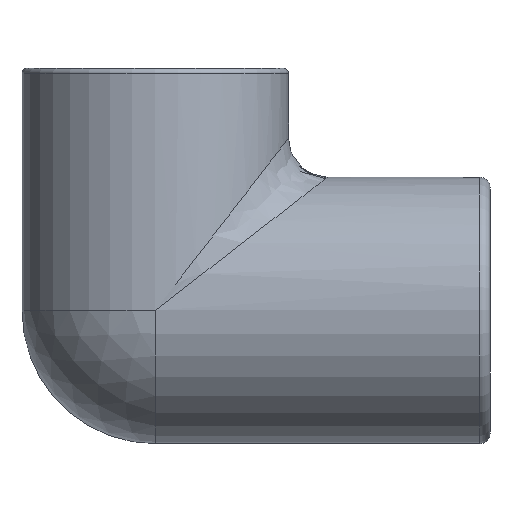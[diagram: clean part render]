
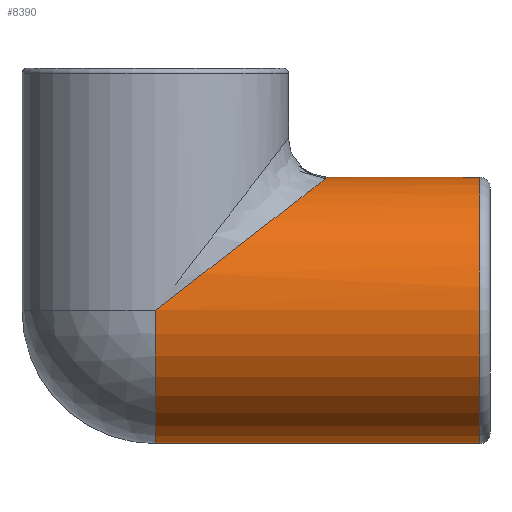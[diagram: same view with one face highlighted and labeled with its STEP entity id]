
A CAD part, left-side view. The second image highlights one B-rep face of the part: STEP entity #8390.
In plain terms, the highlighted cylindrical face has radius 20.828 mm (diameter 41.656 mm), a full revolution.
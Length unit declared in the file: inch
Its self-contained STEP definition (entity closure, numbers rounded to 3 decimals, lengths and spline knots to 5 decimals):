
#18=ELLIPSE('',#9003,1.34015,0.82);
#19=ELLIPSE('',#9005,1.34015,0.82);
#635=LINE('',#12919,#1526);
#1526=VECTOR('',#10012,0.82);
#2186=CYLINDRICAL_SURFACE('',#9001,0.82);
#2281=FACE_OUTER_BOUND('',#2788,.T.);
#2788=EDGE_LOOP('',(#6247,#6248,#6249,#6250,#6251,#6252,#6253,#6254));
#3517=CIRCLE('',#8998,0.82);
#3518=CIRCLE('',#8999,0.82);
#3520=CIRCLE('',#9002,0.82);
#3521=CIRCLE('',#9004,0.82);
#3996=VERTEX_POINT('',#12894);
#4003=VERTEX_POINT('',#12911);
#4004=VERTEX_POINT('',#12913);
#4005=VERTEX_POINT('',#12918);
#4006=VERTEX_POINT('',#12920);
#4007=VERTEX_POINT('',#12922);
#4881=EDGE_CURVE('',#4003,#4004,#3517,.T.);
#4882=EDGE_CURVE('',#4004,#4003,#3518,.T.);
#4884=EDGE_CURVE('',#4004,#4005,#635,.T.);
#4885=EDGE_CURVE('',#4006,#4005,#3520,.T.);
#4886=EDGE_CURVE('',#4007,#4006,#18,.T.);
#4887=EDGE_CURVE('',#4007,#3996,#3521,.T.);
#4888=EDGE_CURVE('',#4005,#3996,#19,.T.);
#6247=ORIENTED_EDGE('',*,*,#4882,.F.);
#6248=ORIENTED_EDGE('',*,*,#4884,.T.);
#6249=ORIENTED_EDGE('',*,*,#4885,.F.);
#6250=ORIENTED_EDGE('',*,*,#4886,.F.);
#6251=ORIENTED_EDGE('',*,*,#4887,.T.);
#6252=ORIENTED_EDGE('',*,*,#4888,.F.);
#6253=ORIENTED_EDGE('',*,*,#4884,.F.);
#6254=ORIENTED_EDGE('',*,*,#4881,.F.);
#8390=ADVANCED_FACE('',(#2281),#2186,.T.);
#8998=AXIS2_PLACEMENT_3D('',#12914,#10004,#10005);
#8999=AXIS2_PLACEMENT_3D('',#12915,#10006,#10007);
#9001=AXIS2_PLACEMENT_3D('',#12917,#10010,#10011);
#9002=AXIS2_PLACEMENT_3D('',#12921,#10013,#10014);
#9003=AXIS2_PLACEMENT_3D('',#12923,#10015,#10016);
#9004=AXIS2_PLACEMENT_3D('',#12924,#10017,#10018);
#9005=AXIS2_PLACEMENT_3D('',#12925,#10019,#10020);
#10004=DIRECTION('center_axis',(0.,-1.,0.));
#10005=DIRECTION('ref_axis',(-1.,0.,0.));
#10006=DIRECTION('center_axis',(0.,-1.,0.));
#10007=DIRECTION('ref_axis',(-1.,0.,0.));
#10010=DIRECTION('center_axis',(0.,-1.,0.));
#10011=DIRECTION('ref_axis',(-1.,0.,0.));
#10012=DIRECTION('',(0.,1.,0.));
#10013=DIRECTION('center_axis',(0.,1.,0.));
#10014=DIRECTION('ref_axis',(0.707,0.,0.707));
#10015=DIRECTION('center_axis',(0.,0.612,
0.791));
#10016=DIRECTION('ref_axis',(0.,-0.791,0.612));
#10017=DIRECTION('center_axis',(0.,-1.,0.));
#10018=DIRECTION('ref_axis',(-1.,0.,0.));
#10019=DIRECTION('center_axis',(0.791,0.612,0.));
#10020=DIRECTION('ref_axis',(0.612,-0.791,0.));
#12894=CARTESIAN_POINT('',(0.,0.,0.));
#12911=CARTESIAN_POINT('',(0.,-1.9975,1.64));
#12913=CARTESIAN_POINT('',(0.82,-1.9975,0.82));
#12914=CARTESIAN_POINT('Origin',(0.,-1.9975,0.82));
#12915=CARTESIAN_POINT('Origin',(0.,-1.9975,0.82));
#12917=CARTESIAN_POINT('Origin',(0.,0.,0.82));
#12918=CARTESIAN_POINT('',(0.82,-1.06,0.82));
#12919=CARTESIAN_POINT('',(0.82,0.,0.82));
#12920=CARTESIAN_POINT('',(0.,-1.06,1.64));
#12921=CARTESIAN_POINT('Origin',(0.,-1.06,0.82));
#12922=CARTESIAN_POINT('',(-0.82,0.,0.82));
#12923=CARTESIAN_POINT('Origin',(0.,0.,0.82));
#12924=CARTESIAN_POINT('Origin',(0.,0.,0.82));
#12925=CARTESIAN_POINT('Origin',(0.,0.,
0.82));
